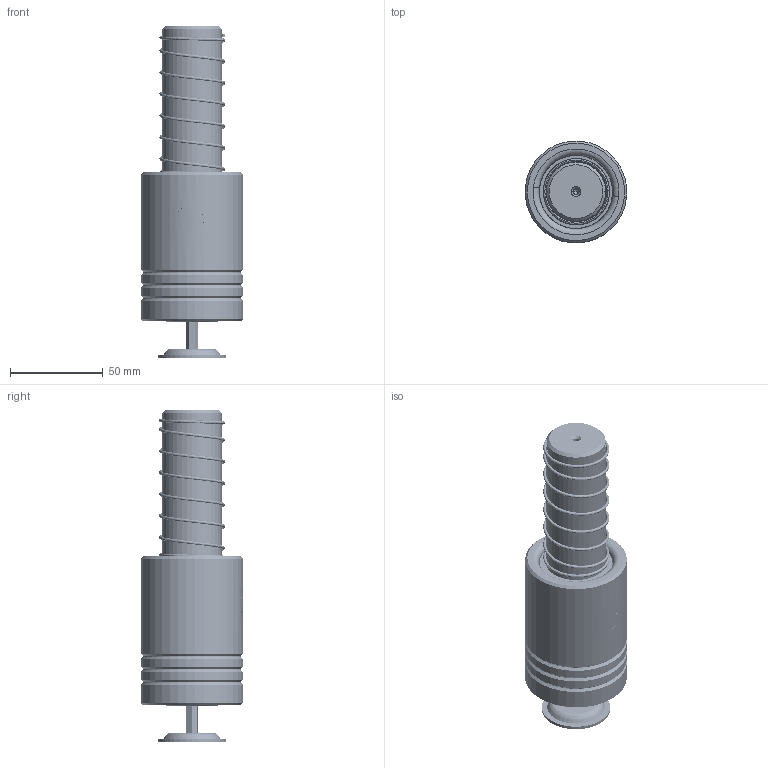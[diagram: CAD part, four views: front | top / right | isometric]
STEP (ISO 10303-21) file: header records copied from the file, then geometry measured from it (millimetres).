
FILE_DESCRIPTION (( 'STEP AP214' ), '1' );
FILE_NAME ('LMSH LMJH-D32-L160(BL-80).STEP', '2021-08-12T08:35:25', ( '' ), ( '' ), 'SwSTEP 2.0', 'SolidWorks 2016', '' );
FILE_SCHEMA (( 'AUTOMOTIVE_DESIGN' ));
Length unit declared in the file: millimetre
Products named in the file (296): BALL-D4; BSH-39.5-32.5-L75; GTM-37郪蚾; DSPM-D32-L160; GTM-3-縐种; GTM-M12蹟簽; LMSH LMJH-D32-L160(BL-80); HWP-D35.7-d32.5-L70; TBB-D55-d40-L80; GTM-37; BSH-D39.5-32.5-L75郪蚾
Assembly tree (289 placements, depth 3):
  BALL-D4
  BALL-D4
  BALL-D4
  BALL-D4
  BALL-D4
Bounding box: 54.88 x 54.94 x 179.36 mm (x, y, z)
Volume: 243489.9 mm3; surface area: 96389.2 mm2
Topology: 282 solids, 282 shells, 1269 faces, 5424 edges, 3606 vertices
Faces by surface type: sphere 1100, cylinder 50, plane 41, cone 34, torus 22, bspline 22
Entity records: 60184 total; most frequent: CARTESIAN_POINT 36159, ORIENTED_EDGE 4222, DIRECTION 3582, EDGE_CURVE 2111, AXIS2_PLACEMENT_3D 1705, VERTEX_POINT 1386, EDGE_LOOP 1259, B_SPLINE_CURVE_WITH_KNOTS 1212
